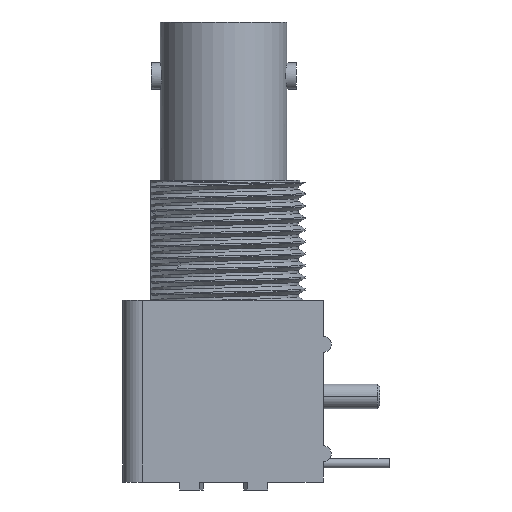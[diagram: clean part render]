
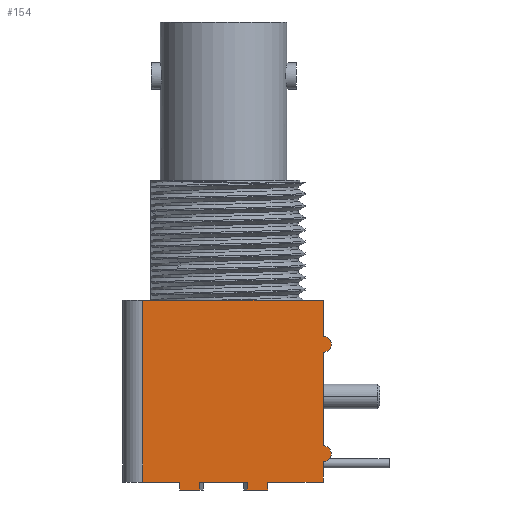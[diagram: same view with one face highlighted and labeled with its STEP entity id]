
A CAD part, left-side view. The second image highlights one B-rep face of the part: STEP entity #154.
In plain terms, the highlighted planar face has unit normal (-1, 0, 0).
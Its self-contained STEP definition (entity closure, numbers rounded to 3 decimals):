
#154=ADVANCED_FACE('',(#445),#446,.T.);
#445=FACE_OUTER_BOUND('',#3986,.T.);
#446=PLANE('',#3987);
#3986=EDGE_LOOP('',(#4936,#4937,#4938,#4939,#4940,#4941,#4942,#4943,#4944,#4945,#4946,#4947,#4948,#4949,#4950,#4951));
#3987=AXIS2_PLACEMENT_3D('',#4952,#4953,#4954);
#4936=ORIENTED_EDGE('',*,*,#5822,.T.);
#4937=ORIENTED_EDGE('',*,*,#5823,.F.);
#4938=ORIENTED_EDGE('',*,*,#5824,.T.);
#4939=ORIENTED_EDGE('',*,*,#5825,.F.);
#4940=ORIENTED_EDGE('',*,*,#5826,.T.);
#4941=ORIENTED_EDGE('',*,*,#5783,.F.);
#4942=ORIENTED_EDGE('',*,*,#5789,.F.);
#4943=ORIENTED_EDGE('',*,*,#5794,.T.);
#4944=ORIENTED_EDGE('',*,*,#5821,.T.);
#4945=ORIENTED_EDGE('',*,*,#5827,.F.);
#4946=ORIENTED_EDGE('',*,*,#5816,.F.);
#4947=ORIENTED_EDGE('',*,*,#5811,.T.);
#4948=ORIENTED_EDGE('',*,*,#5828,.T.);
#4949=ORIENTED_EDGE('',*,*,#5829,.F.);
#4950=ORIENTED_EDGE('',*,*,#5830,.F.);
#4951=ORIENTED_EDGE('',*,*,#5807,.T.);
#4952=CARTESIAN_POINT('',(-7.35,6.15,-34.9));
#4953=DIRECTION('',(-1.0,0.0,0.0));
#4954=DIRECTION('',(0.0,0.0,1.0));
#5783=EDGE_CURVE('',#6480,#6481,#6482,.T.);
#5789=EDGE_CURVE('',#6492,#6480,#6493,.T.);
#5794=EDGE_CURVE('',#6492,#6499,#6501,.T.);
#5807=EDGE_CURVE('',#6524,#6522,#6525,.T.);
#5811=EDGE_CURVE('',#6531,#6529,#6532,.T.);
#5816=EDGE_CURVE('',#6531,#6537,#6538,.T.);
#5821=EDGE_CURVE('',#6499,#6543,#6545,.T.);
#5822=EDGE_CURVE('',#6522,#6546,#6547,.T.);
#5823=EDGE_CURVE('',#6548,#6546,#6549,.T.);
#5824=EDGE_CURVE('',#6548,#6550,#6551,.T.);
#5825=EDGE_CURVE('',#6552,#6550,#6553,.T.);
#5826=EDGE_CURVE('',#6552,#6481,#6554,.T.);
#5827=EDGE_CURVE('',#6537,#6543,#6555,.T.);
#5828=EDGE_CURVE('',#6529,#6556,#6557,.T.);
#5829=EDGE_CURVE('',#6558,#6556,#6559,.T.);
#5830=EDGE_CURVE('',#6524,#6558,#6560,.T.);
#6480=VERTEX_POINT('',#14614);
#6481=VERTEX_POINT('',#14615);
#6482=LINE('',#14616,#14617);
#6492=VERTEX_POINT('',#14630);
#6493=LINE('',#14631,#14632);
#6499=VERTEX_POINT('',#14639);
#6501=LINE('',#14642,#14643);
#6522=VERTEX_POINT('',#14672);
#6524=VERTEX_POINT('',#14675);
#6525=LINE('',#14676,#14677);
#6529=VERTEX_POINT('',#14682);
#6531=VERTEX_POINT('',#14685);
#6532=LINE('',#14686,#14687);
#6537=VERTEX_POINT('',#14693);
#6538=LINE('',#14694,#14695);
#6543=VERTEX_POINT('',#14702);
#6545=LINE('',#14705,#14706);
#6546=VERTEX_POINT('',#14707);
#6547=LINE('',#14708,#14709);
#6548=VERTEX_POINT('',#14710);
#6549=CIRCLE('',#14711,0.6);
#6550=VERTEX_POINT('',#14712);
#6551=LINE('',#14713,#14714);
#6552=VERTEX_POINT('',#14715);
#6553=CIRCLE('',#14716,0.6);
#6554=LINE('',#14717,#14718);
#6555=LINE('',#14719,#14720);
#6556=VERTEX_POINT('',#14721);
#6557=LINE('',#14722,#14723);
#6558=VERTEX_POINT('',#14724);
#6559=LINE('',#14725,#14726);
#6560=LINE('',#14727,#14728);
#14614=CARTESIAN_POINT('',(-7.35,6.15,-21.1));
#14615=CARTESIAN_POINT('',(-7.35,-7.55,-21.1));
#14616=CARTESIAN_POINT('',(-7.35,6.15,-21.1));
#14617=VECTOR('',#15245,13.7);
#14630=CARTESIAN_POINT('',(-7.35,6.15,-34.9));
#14631=CARTESIAN_POINT('',(-7.35,6.15,-34.9));
#14632=VECTOR('',#15255,13.8);
#14639=CARTESIAN_POINT('',(-7.35,3.323,-34.9));
#14642=CARTESIAN_POINT('',(-7.35,6.15,-34.9));
#14643=VECTOR('',#15264,2.827);
#14672=CARTESIAN_POINT('',(-7.35,-7.55,-34.9));
#14675=CARTESIAN_POINT('',(-7.35,-3.323,-34.9));
#14676=CARTESIAN_POINT('',(-7.35,-3.323,-34.9));
#14677=VECTOR('',#15283,4.227);
#14682=CARTESIAN_POINT('',(-7.35,-1.8,-34.9));
#14685=CARTESIAN_POINT('',(-7.35,1.8,-34.9));
#14686=CARTESIAN_POINT('',(-7.35,1.8,-34.9));
#14687=VECTOR('',#15289,3.6);
#14693=CARTESIAN_POINT('',(-7.35,1.8,-35.5));
#14694=CARTESIAN_POINT('',(-7.35,1.8,-34.9));
#14695=VECTOR('',#15300,0.6);
#14702=CARTESIAN_POINT('',(-7.35,3.323,-35.5));
#14705=CARTESIAN_POINT('',(-7.35,3.323,-34.9));
#14706=VECTOR('',#15307,0.6);
#14707=CARTESIAN_POINT('',(-7.35,-7.55,-33.35));
#14708=CARTESIAN_POINT('',(-7.35,-7.55,-34.9));
#14709=VECTOR('',#15308,1.55);
#14710=CARTESIAN_POINT('',(-7.35,-7.55,-32.15));
#14711=AXIS2_PLACEMENT_3D('',#15309,#15310,#15311);
#14712=CARTESIAN_POINT('',(-7.35,-7.55,-25.05));
#14713=CARTESIAN_POINT('',(-7.35,-7.55,-32.15));
#14714=VECTOR('',#15312,7.1);
#14715=CARTESIAN_POINT('',(-7.35,-7.55,-23.85));
#14716=AXIS2_PLACEMENT_3D('',#15313,#15314,#15315);
#14717=CARTESIAN_POINT('',(-7.35,-7.55,-23.85));
#14718=VECTOR('',#15316,2.75);
#14719=CARTESIAN_POINT('',(-7.35,1.8,-35.5));
#14720=VECTOR('',#15317,1.523);
#14721=CARTESIAN_POINT('',(-7.35,-1.8,-35.5));
#14722=CARTESIAN_POINT('',(-7.35,-1.8,-34.9));
#14723=VECTOR('',#15318,0.6);
#14724=CARTESIAN_POINT('',(-7.35,-3.323,-35.5));
#14725=CARTESIAN_POINT('',(-7.35,-3.323,-35.5));
#14726=VECTOR('',#15319,1.523);
#14727=CARTESIAN_POINT('',(-7.35,-3.323,-34.9));
#14728=VECTOR('',#15320,0.6);
#15245=DIRECTION('',(0.0,-1.0,0.0));
#15255=DIRECTION('',(0.0,0.0,1.0));
#15264=DIRECTION('',(0.0,-1.0,0.0));
#15283=DIRECTION('',(0.0,-1.0,0.0));
#15289=DIRECTION('',(0.0,-1.0,0.0));
#15300=DIRECTION('',(0.0,0.0,-1.0));
#15307=DIRECTION('',(0.0,0.0,-1.0));
#15308=DIRECTION('',(0.0,0.0,1.0));
#15309=CARTESIAN_POINT('',(-7.35,-7.55,-32.75));
#15310=DIRECTION('',(1.0,0.0,-0.0));
#15311=DIRECTION('',(0.0,0.0,1.0));
#15312=DIRECTION('',(0.0,0.0,1.0));
#15313=CARTESIAN_POINT('',(-7.35,-7.55,-24.45));
#15314=DIRECTION('',(1.0,0.0,-0.0));
#15315=DIRECTION('',(0.0,0.0,1.0));
#15316=DIRECTION('',(0.0,0.0,1.0));
#15317=DIRECTION('',(0.0,1.0,0.0));
#15318=DIRECTION('',(0.0,0.0,-1.0));
#15319=DIRECTION('',(0.0,1.0,0.0));
#15320=DIRECTION('',(0.0,0.0,-1.0));
